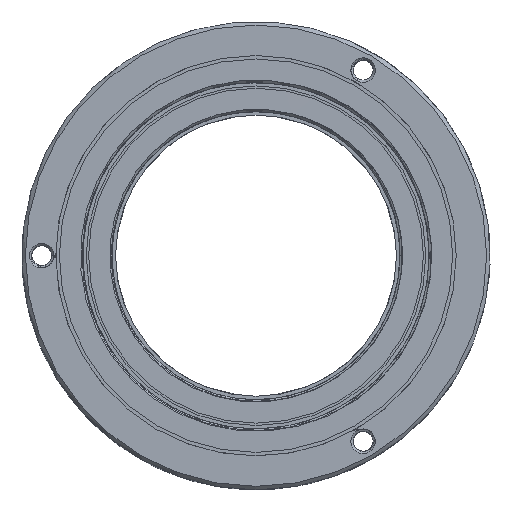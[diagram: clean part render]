
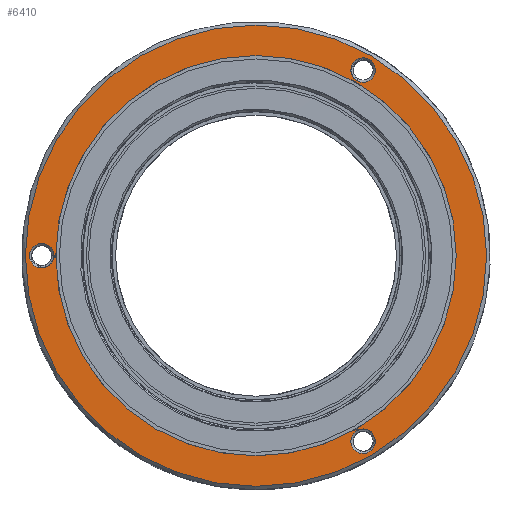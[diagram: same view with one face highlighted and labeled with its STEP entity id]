
A CAD part, left-side view. The second image highlights one B-rep face of the part: STEP entity #6410.
In plain terms, the highlighted planar face has unit normal (-1, 0, 0).
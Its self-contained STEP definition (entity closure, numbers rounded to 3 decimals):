
#2623 = VERTEX_POINT ( 'NONE', #8616 ) ;
#3018 = ORIENTED_EDGE ( 'NONE', *, *, #21900, .F. ) ;
#3049 = CIRCLE ( 'NONE', #6678, 19.7 ) ;
#3436 = EDGE_LOOP ( 'NONE', ( #3018 ) ) ;
#3880 = DIRECTION ( 'NONE',  ( 0., 0., -1. ) ) ;
#4007 = FACE_BOUND ( 'NONE', #3436, .T. ) ;
#4140 = ORIENTED_EDGE ( 'NONE', *, *, #23603, .T. ) ;
#4610 = CARTESIAN_POINT ( 'NONE',  ( 9., 0., 17.1 ) ) ;
#5191 = DIRECTION ( 'NONE',  ( -1., 0., 0. ) ) ;
#6154 = CARTESIAN_POINT ( 'NONE',  ( 9., 20., 0. ) ) ;
#6339 = DIRECTION ( 'NONE',  ( 0., 0., -1. ) ) ;
#6410 = ADVANCED_FACE ( 'NONE', ( #27740, #14773, #8428, #16984, #4007 ), #10679, .F. ) ;
#6498 = AXIS2_PLACEMENT_3D ( 'NONE', #10742, #8482, #6339 ) ;
#6678 = AXIS2_PLACEMENT_3D ( 'NONE', #25854, #15003, #19234 ) ;
#7206 = ORIENTED_EDGE ( 'NONE', *, *, #23847, .T. ) ;
#7515 = EDGE_CURVE ( 'NONE', #27256, #27256, #3049, .T. ) ;
#7758 = DIRECTION ( 'NONE',  ( 0., 0., -1. ) ) ;
#7825 = AXIS2_PLACEMENT_3D ( 'NONE', #15630, #5191, #11154 ) ;
#7940 = CARTESIAN_POINT ( 'NONE',  ( 9., 0., -19.7 ) ) ;
#8428 = FACE_BOUND ( 'NONE', #24919, .T. ) ;
#8482 = DIRECTION ( 'NONE',  ( 1., 0., 0. ) ) ;
#8616 = CARTESIAN_POINT ( 'NONE',  ( 9., 18.3, -1.05 ) ) ;
#8693 = DIRECTION ( 'NONE',  ( 1., 0., 0. ) ) ;
#10063 = ORIENTED_EDGE ( 'NONE', *, *, #26329, .T. ) ;
#10679 = PLANE ( 'NONE',  #27832 ) ;
#10742 = CARTESIAN_POINT ( 'NONE',  ( 9., -9.15, 15.848 ) ) ;
#10744 = VERTEX_POINT ( 'NONE', #13285 ) ;
#11154 = DIRECTION ( 'NONE',  ( 0., 0., 1. ) ) ;
#11756 = CARTESIAN_POINT ( 'NONE',  ( 9., 18.3, 0. ) ) ;
#13285 = CARTESIAN_POINT ( 'NONE',  ( 9., -9.15, 14.798 ) ) ;
#14011 = EDGE_LOOP ( 'NONE', ( #4140 ) ) ;
#14773 = FACE_BOUND ( 'NONE', #14011, .T. ) ;
#15003 = DIRECTION ( 'NONE',  ( -1., 0., 0. ) ) ;
#15468 = DIRECTION ( 'NONE',  ( 1., 0., 0. ) ) ;
#15630 = CARTESIAN_POINT ( 'NONE',  ( 9., 0., 0. ) ) ;
#15926 = CIRCLE ( 'NONE', #7825, 17.1 ) ;
#16338 = DIRECTION ( 'NONE',  ( 1., 0., 0. ) ) ;
#16469 = AXIS2_PLACEMENT_3D ( 'NONE', #26334, #15468, #26201 ) ;
#16984 = FACE_BOUND ( 'NONE', #21620, .T. ) ;
#17180 = CARTESIAN_POINT ( 'NONE',  ( 9., -9.15, -16.898 ) ) ;
#18709 = AXIS2_PLACEMENT_3D ( 'NONE', #11756, #16338, #7758 ) ;
#19234 = DIRECTION ( 'NONE',  ( 0., 0., -1. ) ) ;
#19319 = VERTEX_POINT ( 'NONE', #17180 ) ;
#19652 = ORIENTED_EDGE ( 'NONE', *, *, #7515, .T. ) ;
#20112 = CIRCLE ( 'NONE', #16469, 1.05 ) ;
#21620 = EDGE_LOOP ( 'NONE', ( #7206 ) ) ;
#21900 = EDGE_CURVE ( 'NONE', #23557, #23557, #15926, .T. ) ;
#23557 = VERTEX_POINT ( 'NONE', #4610 ) ;
#23603 = EDGE_CURVE ( 'NONE', #10744, #10744, #27253, .T. ) ;
#23847 = EDGE_CURVE ( 'NONE', #2623, #2623, #26338, .T. ) ;
#24846 = EDGE_LOOP ( 'NONE', ( #19652 ) ) ;
#24919 = EDGE_LOOP ( 'NONE', ( #10063 ) ) ;
#25854 = CARTESIAN_POINT ( 'NONE',  ( 9., 0., 0. ) ) ;
#26201 = DIRECTION ( 'NONE',  ( 0., 0., -1. ) ) ;
#26329 = EDGE_CURVE ( 'NONE', #19319, #19319, #20112, .T. ) ;
#26334 = CARTESIAN_POINT ( 'NONE',  ( 9., -9.15, -15.848 ) ) ;
#26338 = CIRCLE ( 'NONE', #18709, 1.05 ) ;
#27253 = CIRCLE ( 'NONE', #6498, 1.05 ) ;
#27256 = VERTEX_POINT ( 'NONE', #7940 ) ;
#27740 = FACE_OUTER_BOUND ( 'NONE', #24846, .T. ) ;
#27832 = AXIS2_PLACEMENT_3D ( 'NONE', #6154, #8693, #3880 ) ;
